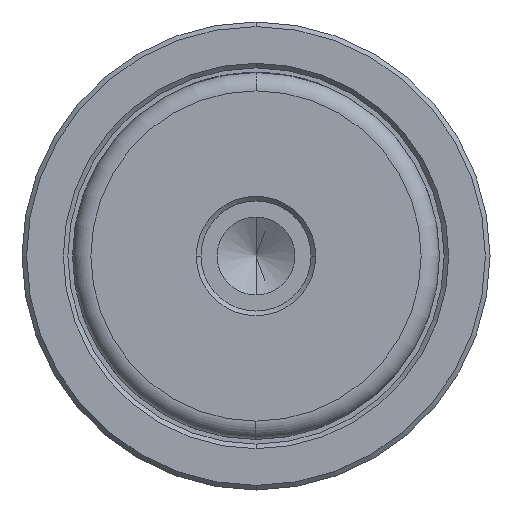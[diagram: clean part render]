
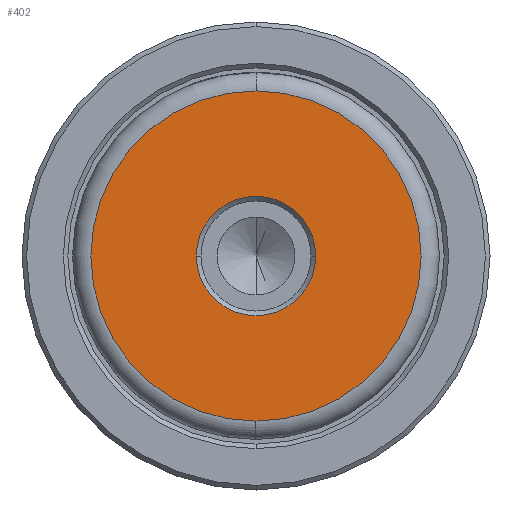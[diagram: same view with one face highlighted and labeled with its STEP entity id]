
A CAD part, left-side view. The second image highlights one B-rep face of the part: STEP entity #402.
In plain terms, the highlighted planar face has unit normal (-1, 0, 0).
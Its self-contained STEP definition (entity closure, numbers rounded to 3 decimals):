
#29 = CARTESIAN_POINT ( 'NONE',  ( 0., 0., 17.997 ) ) ;
#236 = VERTEX_POINT ( 'NONE', #2074 ) ;
#261 = CARTESIAN_POINT ( 'NONE',  ( 0., 0., 0. ) ) ;
#402 = ADVANCED_FACE ( 'NONE', ( #1899, #2482 ), #1829, .T. ) ;
#428 = ORIENTED_EDGE ( 'NONE', *, *, #914, .T. ) ;
#548 = CARTESIAN_POINT ( 'NONE',  ( 0., 0., 0. ) ) ;
#642 = EDGE_CURVE ( 'NONE', #236, #828, #1175, .T. ) ;
#660 = ORIENTED_EDGE ( 'NONE', *, *, #1548, .T. ) ;
#667 = DIRECTION ( 'NONE',  ( 0., 0., 1. ) ) ;
#754 = DIRECTION ( 'NONE',  ( 0., 0., 1. ) ) ;
#768 = ORIENTED_EDGE ( 'NONE', *, *, #642, .T. ) ;
#828 = VERTEX_POINT ( 'NONE', #2077 ) ;
#855 = DIRECTION ( 'NONE',  ( -1., 0., 0. ) ) ;
#881 = EDGE_LOOP ( 'NONE', ( #428, #660 ) ) ;
#914 = EDGE_CURVE ( 'NONE', #2156, #1684, #1656, .T. ) ;
#926 = EDGE_LOOP ( 'NONE', ( #1579, #768 ) ) ;
#944 = CARTESIAN_POINT ( 'NONE',  ( 0., 0., 0. ) ) ;
#1116 = AXIS2_PLACEMENT_3D ( 'NONE', #2346, #1187, #2538 ) ;
#1144 = DIRECTION ( 'NONE',  ( 0., 0., 1. ) ) ;
#1175 = CIRCLE ( 'NONE', #2051, 6.5 ) ;
#1187 = DIRECTION ( 'NONE',  ( 1., 0., 0. ) ) ;
#1448 = DIRECTION ( 'NONE',  ( -1., 0., 0. ) ) ;
#1548 = EDGE_CURVE ( 'NONE', #1684, #2156, #2554, .T. ) ;
#1579 = ORIENTED_EDGE ( 'NONE', *, *, #2544, .T. ) ;
#1643 = AXIS2_PLACEMENT_3D ( 'NONE', #1997, #855, #2196 ) ;
#1656 = CIRCLE ( 'NONE', #2000, 17.997 ) ;
#1684 = VERTEX_POINT ( 'NONE', #2319 ) ;
#1829 = PLANE ( 'NONE',  #2357 ) ;
#1899 = FACE_BOUND ( 'NONE', #926, .T. ) ;
#1903 = DIRECTION ( 'NONE',  ( -1., 0., 0. ) ) ;
#1997 = CARTESIAN_POINT ( 'NONE',  ( 0., 0., 0. ) ) ;
#2000 = AXIS2_PLACEMENT_3D ( 'NONE', #548, #1903, #754 ) ;
#2051 = AXIS2_PLACEMENT_3D ( 'NONE', #944, #2295, #1144 ) ;
#2074 = CARTESIAN_POINT ( 'NONE',  ( 0., 6.5, 0. ) ) ;
#2077 = CARTESIAN_POINT ( 'NONE',  ( 0., -6.5, 0. ) ) ;
#2156 = VERTEX_POINT ( 'NONE', #29 ) ;
#2196 = DIRECTION ( 'NONE',  ( 0., 0., 1. ) ) ;
#2295 = DIRECTION ( 'NONE',  ( 1., 0., 0. ) ) ;
#2319 = CARTESIAN_POINT ( 'NONE',  ( 0., 0., -17.997 ) ) ;
#2346 = CARTESIAN_POINT ( 'NONE',  ( 0., 0., 0. ) ) ;
#2357 = AXIS2_PLACEMENT_3D ( 'NONE', #261, #1448, #667 ) ;
#2482 = FACE_OUTER_BOUND ( 'NONE', #881, .T. ) ;
#2505 = CIRCLE ( 'NONE', #1116, 6.5 ) ;
#2538 = DIRECTION ( 'NONE',  ( 0., 0., 1. ) ) ;
#2544 = EDGE_CURVE ( 'NONE', #828, #236, #2505, .T. ) ;
#2554 = CIRCLE ( 'NONE', #1643, 17.997 ) ;
